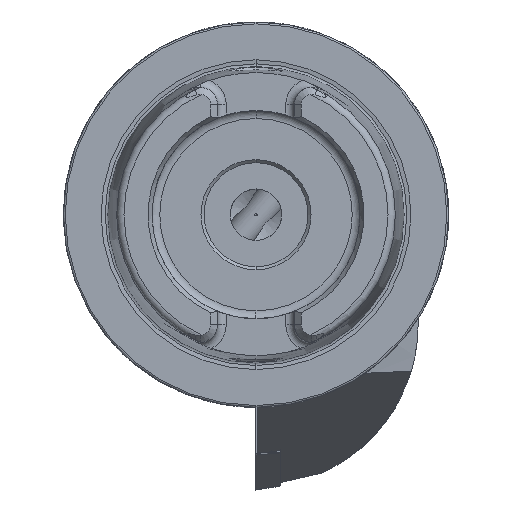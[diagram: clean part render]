
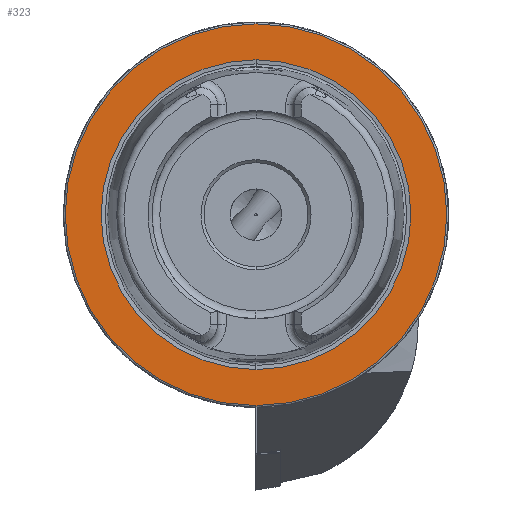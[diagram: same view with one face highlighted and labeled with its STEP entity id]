
A CAD part, left-side view. The second image highlights one B-rep face of the part: STEP entity #323.
In plain terms, the highlighted planar face has unit normal (-1, 0, 0).
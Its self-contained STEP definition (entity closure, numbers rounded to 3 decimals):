
#165 = CARTESIAN_POINT ( 'NONE',  ( 0., 0., 0. ) ) ;
#323 = ADVANCED_FACE ( 'NONE', ( #11122, #11443 ), #10034, .F. ) ;
#512 = ORIENTED_EDGE ( 'NONE', *, *, #7453, .F. ) ;
#658 = EDGE_LOOP ( 'NONE', ( #3337, #512 ) ) ;
#837 = AXIS2_PLACEMENT_3D ( 'NONE', #6541, #7566, #1676 ) ;
#897 = CIRCLE ( 'NONE', #1065, 31.2 ) ;
#1065 = AXIS2_PLACEMENT_3D ( 'NONE', #165, #1180, #5139 ) ;
#1180 = DIRECTION ( 'NONE',  ( -1., 0., 0. ) ) ;
#1456 = AXIS2_PLACEMENT_3D ( 'NONE', #10996, #5935, #5981 ) ;
#1676 = DIRECTION ( 'NONE',  ( 0., 0., 1. ) ) ;
#1724 = VERTEX_POINT ( 'NONE', #6611 ) ;
#2069 = VERTEX_POINT ( 'NONE', #3008 ) ;
#2757 = EDGE_CURVE ( 'NONE', #1724, #2069, #4434, .T. ) ;
#3008 = CARTESIAN_POINT ( 'NONE',  ( 0., 0., 31.2 ) ) ;
#3337 = ORIENTED_EDGE ( 'NONE', *, *, #3931, .F. ) ;
#3709 = DIRECTION ( 'NONE',  ( 0., 0., 1. ) ) ;
#3862 = DIRECTION ( 'NONE',  ( 0., 0., 1. ) ) ;
#3931 = EDGE_CURVE ( 'NONE', #11034, #5845, #4933, .T. ) ;
#4434 = CIRCLE ( 'NONE', #837, 31.2 ) ;
#4933 = CIRCLE ( 'NONE', #7597, 25.324 ) ;
#5139 = DIRECTION ( 'NONE',  ( 0., 0., 1. ) ) ;
#5845 = VERTEX_POINT ( 'NONE', #11067 ) ;
#5935 = DIRECTION ( 'NONE',  ( 1., 0., 0. ) ) ;
#5981 = DIRECTION ( 'NONE',  ( 0., 0., -1. ) ) ;
#6541 = CARTESIAN_POINT ( 'NONE',  ( 0., 0., 0. ) ) ;
#6611 = CARTESIAN_POINT ( 'NONE',  ( 0., 0., -31.2 ) ) ;
#7453 = EDGE_CURVE ( 'NONE', #5845, #11034, #7677, .T. ) ;
#7460 = AXIS2_PLACEMENT_3D ( 'NONE', #9011, #9725, #3709 ) ;
#7566 = DIRECTION ( 'NONE',  ( -1., 0., 0. ) ) ;
#7597 = AXIS2_PLACEMENT_3D ( 'NONE', #8870, #11839, #3862 ) ;
#7677 = CIRCLE ( 'NONE', #7460, 25.324 ) ;
#7936 = ORIENTED_EDGE ( 'NONE', *, *, #11459, .T. ) ;
#8870 = CARTESIAN_POINT ( 'NONE',  ( 0., 0., 0. ) ) ;
#9011 = CARTESIAN_POINT ( 'NONE',  ( 0., 0., 0. ) ) ;
#9725 = DIRECTION ( 'NONE',  ( -1., 0., 0. ) ) ;
#9821 = EDGE_LOOP ( 'NONE', ( #7936, #11836 ) ) ;
#10034 = PLANE ( 'NONE',  #1456 ) ;
#10148 = CARTESIAN_POINT ( 'NONE',  ( 0., 0., 25.324 ) ) ;
#10996 = CARTESIAN_POINT ( 'NONE',  ( 0., 31.2, 0. ) ) ;
#11034 = VERTEX_POINT ( 'NONE', #10148 ) ;
#11067 = CARTESIAN_POINT ( 'NONE',  ( 0., 0., -25.324 ) ) ;
#11122 = FACE_BOUND ( 'NONE', #658, .T. ) ;
#11443 = FACE_OUTER_BOUND ( 'NONE', #9821, .T. ) ;
#11459 = EDGE_CURVE ( 'NONE', #2069, #1724, #897, .T. ) ;
#11836 = ORIENTED_EDGE ( 'NONE', *, *, #2757, .T. ) ;
#11839 = DIRECTION ( 'NONE',  ( -1., 0., 0. ) ) ;
